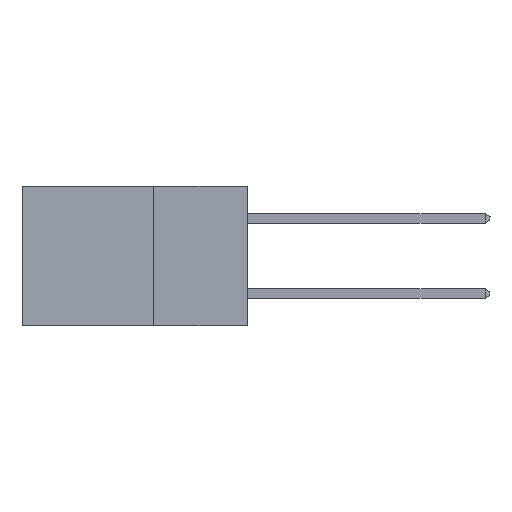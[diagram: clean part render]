
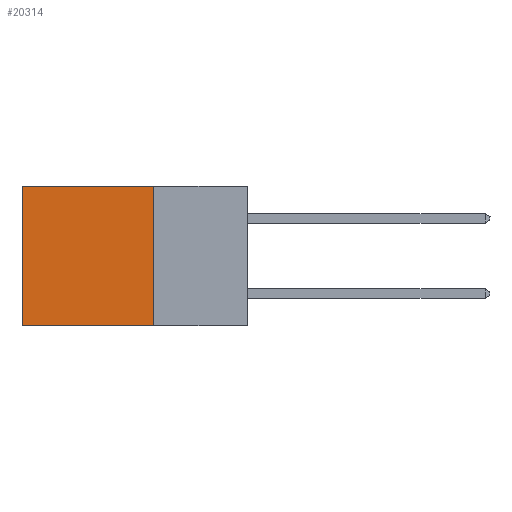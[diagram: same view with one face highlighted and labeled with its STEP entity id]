
A CAD part, left-side view. The second image highlights one B-rep face of the part: STEP entity #20314.
In plain terms, the highlighted planar face has unit normal (-1, 0, 0).
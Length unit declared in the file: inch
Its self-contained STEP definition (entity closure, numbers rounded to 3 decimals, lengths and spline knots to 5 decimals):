
#211 = LINE ( 'NONE', #23081, #5048 ) ;
#930 = EDGE_CURVE ( 'NONE', #1287, #20756, #16449, .T. ) ;
#1287 = VERTEX_POINT ( 'NONE', #8063 ) ;
#1353 = FACE_OUTER_BOUND ( 'NONE', #17024, .T. ) ;
#1693 = PLANE ( 'NONE',  #3552 ) ;
#2273 = CARTESIAN_POINT ( 'NONE',  ( 0.298, 0.6, -0.37 ) ) ;
#3044 = ORIENTED_EDGE ( 'NONE', *, *, #13345, .F. ) ;
#3552 = AXIS2_PLACEMENT_3D ( 'NONE', #3759, #5831, #20280 ) ;
#3759 = CARTESIAN_POINT ( 'NONE',  ( 0.298, 0.25, 0. ) ) ;
#4128 = DIRECTION ( 'NONE',  ( 0., 0., -1. ) ) ;
#5048 = VECTOR ( 'NONE', #25167, 39.37008 ) ;
#5141 = ORIENTED_EDGE ( 'NONE', *, *, #930, .F. ) ;
#5201 = ORIENTED_EDGE ( 'NONE', *, *, #5479, .T. ) ;
#5412 = CARTESIAN_POINT ( 'NONE',  ( 0.298, 0.25, 0. ) ) ;
#5479 = EDGE_CURVE ( 'NONE', #17449, #24736, #25197, .T. ) ;
#5831 = DIRECTION ( 'NONE',  ( 1., 0., 0. ) ) ;
#7853 = CARTESIAN_POINT ( 'NONE',  ( 0.298, 0.25, 0. ) ) ;
#8063 = CARTESIAN_POINT ( 'NONE',  ( 0.298, 0.25, 0. ) ) ;
#13059 = CARTESIAN_POINT ( 'NONE',  ( 0.298, 0.6, 0. ) ) ;
#13345 = EDGE_CURVE ( 'NONE', #20756, #24736, #211, .T. ) ;
#13648 = DIRECTION ( 'NONE',  ( 0., 1., 0. ) ) ;
#14267 = VECTOR ( 'NONE', #4128, 39.37008 ) ;
#15493 = EDGE_CURVE ( 'NONE', #1287, #17449, #22051, .T. ) ;
#16449 = LINE ( 'NONE', #7853, #21270 ) ;
#17024 = EDGE_LOOP ( 'NONE', ( #5201, #3044, #5141, #24041 ) ) ;
#17219 = DIRECTION ( 'NONE',  ( 0., 0., -1. ) ) ;
#17363 = CARTESIAN_POINT ( 'NONE',  ( 0.298, 0.6, 0. ) ) ;
#17449 = VERTEX_POINT ( 'NONE', #17363 ) ;
#20280 = DIRECTION ( 'NONE',  ( 0., 0., -1. ) ) ;
#20314 = ADVANCED_FACE ( 'NONE', ( #1353 ), #1693, .F. ) ;
#20756 = VERTEX_POINT ( 'NONE', #23933 ) ;
#21270 = VECTOR ( 'NONE', #17219, 39.37008 ) ;
#21414 = VECTOR ( 'NONE', #13648, 39.37008 ) ;
#22051 = LINE ( 'NONE', #5412, #21414 ) ;
#23081 = CARTESIAN_POINT ( 'NONE',  ( 0.298, 0.25, -0.37 ) ) ;
#23933 = CARTESIAN_POINT ( 'NONE',  ( 0.298, 0.25, -0.37 ) ) ;
#24041 = ORIENTED_EDGE ( 'NONE', *, *, #15493, .T. ) ;
#24736 = VERTEX_POINT ( 'NONE', #2273 ) ;
#25167 = DIRECTION ( 'NONE',  ( 0., 1., 0. ) ) ;
#25197 = LINE ( 'NONE', #13059, #14267 ) ;
